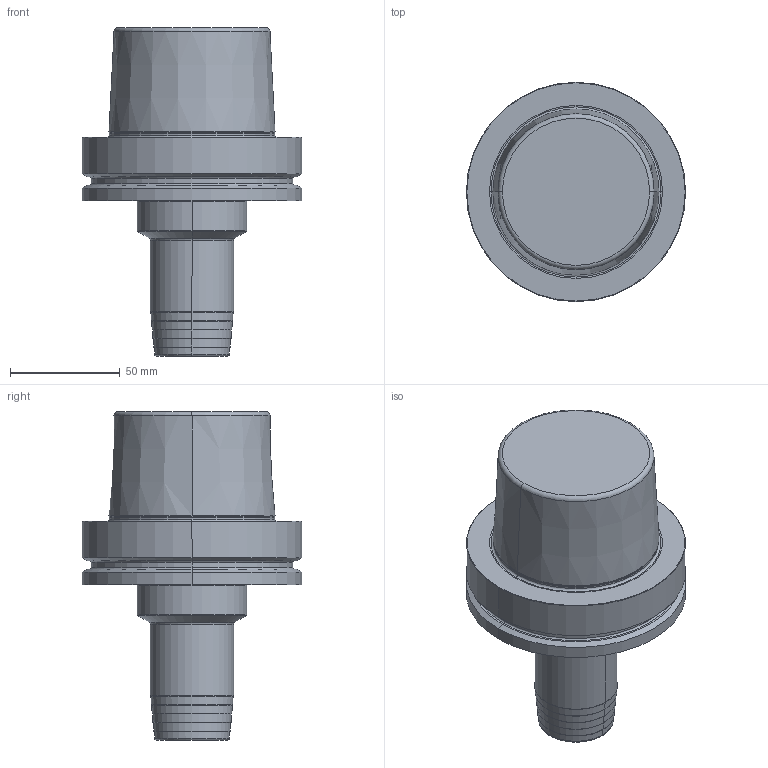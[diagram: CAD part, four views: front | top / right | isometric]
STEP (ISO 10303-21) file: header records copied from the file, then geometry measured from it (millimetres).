
FILE_DESCRIPTION((''),'2;1');
FILE_NAME('30526431','2016-02-22T',('BahnemannR'),(''),'PRO/ENGINEER BY PARAMETRIC TECHNOLOGY CORPORATION, 2011220','PRO/ENGINEER BY PARAMETRIC TECHNOLOGY CORPORATION, 2011220','');
FILE_SCHEMA(('AUTOMOTIVE_DESIGN_CC2 { 1 2 10303 214 -1 1 5 2 }'));
Length unit declared in the file: millimetre
Products named in the file (1): 30526431
Bounding box: 100 x 100 x 149.9 mm (x, y, z)
Volume: 514599.6 mm3; surface area: 47863.2 mm2
Topology: 1 solids, 1 shells, 80 faces, 432 edges, 503 vertices
Faces by surface type: torus 30, cone 24, cylinder 14, plane 12
Entity records: 5171 total; most frequent: CARTESIAN_POINT 1035, DIRECTION 673, PRESENTATION_STYLE_ASSIGNMENT 442, STYLED_ITEM 442, CURVE_STYLE 439, ORIENTED_EDGE 316, AXIS2_PLACEMENT_3D 256, TRIMMED_CURVE 174
